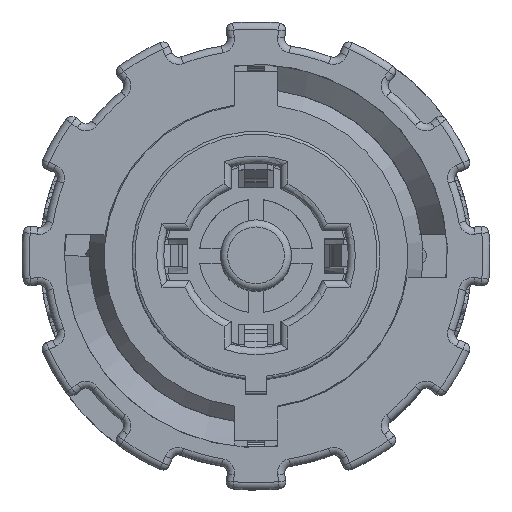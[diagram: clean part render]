
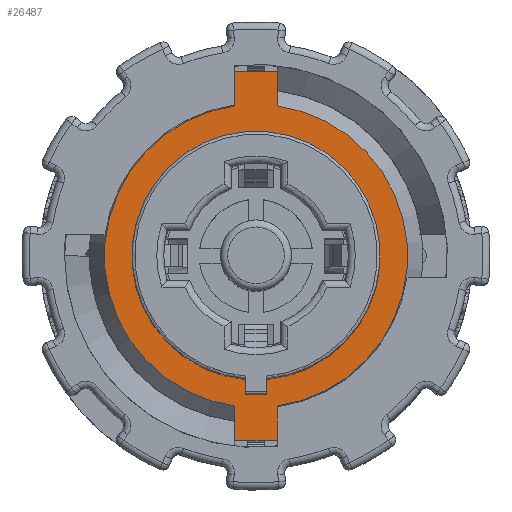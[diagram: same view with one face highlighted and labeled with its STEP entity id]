
A CAD part, top view. The second image highlights one B-rep face of the part: STEP entity #26487.
In plain terms, the highlighted planar face has unit normal (0, 0, 1).
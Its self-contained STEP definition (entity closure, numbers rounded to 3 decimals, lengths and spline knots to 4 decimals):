
#1091=FACE_BOUND('',#3474,.T.);
#2043=FACE_OUTER_BOUND('',#3473,.T.);
#3473=EDGE_LOOP('',(#19112,#19113,#19114,#19115,#19116,#19117,#19118,#19119,
#19120,#19121));
#3474=EDGE_LOOP('',(#19122,#19123,#19124,#19125));
#4477=LINE('',#35770,#6742);
#4504=LINE('',#35849,#6769);
#5316=LINE('',#38842,#7581);
#5318=LINE('',#38857,#7583);
#5320=LINE('',#38860,#7585);
#5359=LINE('',#39011,#7624);
#5368=LINE('',#39033,#7633);
#5369=LINE('',#39040,#7634);
#5376=LINE('',#39074,#7641);
#5384=LINE('',#39089,#7649);
#5385=LINE('',#39091,#7650);
#6742=VECTOR('',#29496,0.0952);
#6769=VECTOR('',#29543,0.0952);
#7581=VECTOR('',#32219,0.0426);
#7583=VECTOR('',#32225,0.0591);
#7585=VECTOR('',#32229,0.0426);
#7624=VECTOR('',#32378,0.0952);
#7633=VECTOR('',#32395,0.1181);
#7634=VECTOR('',#32398,0.0952);
#7641=VECTOR('',#32435,0.0952);
#7649=VECTOR('',#32449,0.1181);
#7650=VECTOR('',#32452,0.0952);
#9401=CIRCLE('',#28270,0.3445);
#9459=CIRCLE('',#28417,0.4207);
#9460=CIRCLE('',#28419,0.4207);
#9872=VERTEX_POINT('',#35767);
#9873=VERTEX_POINT('',#35769);
#9902=VERTEX_POINT('',#35846);
#9903=VERTEX_POINT('',#35848);
#10670=VERTEX_POINT('',#38400);
#10671=VERTEX_POINT('',#38402);
#10739=VERTEX_POINT('',#38841);
#10740=VERTEX_POINT('',#38856);
#10779=VERTEX_POINT('',#39010);
#10785=VERTEX_POINT('',#39031);
#10786=VERTEX_POINT('',#39035);
#10789=VERTEX_POINT('',#39047);
#10790=VERTEX_POINT('',#39053);
#10797=VERTEX_POINT('',#39087);
#12366=EDGE_CURVE('',#9873,#9872,#4477,.T.);
#12401=EDGE_CURVE('',#9903,#9902,#4504,.T.);
#13617=EDGE_CURVE('',#10670,#10671,#9401,.T.);
#13730=EDGE_CURVE('',#10739,#10671,#5316,.T.);
#13733=EDGE_CURVE('',#10740,#10739,#5318,.T.);
#13735=EDGE_CURVE('',#10670,#10740,#5320,.T.);
#13803=EDGE_CURVE('',#10779,#9873,#5359,.T.);
#13814=EDGE_CURVE('',#9872,#10785,#5368,.T.);
#13816=EDGE_CURVE('',#10785,#10786,#5369,.T.);
#13822=EDGE_CURVE('',#10786,#10789,#9459,.T.);
#13823=EDGE_CURVE('',#10790,#10779,#9460,.T.);
#13832=EDGE_CURVE('',#10789,#9903,#5376,.T.);
#13840=EDGE_CURVE('',#9902,#10797,#5384,.T.);
#13841=EDGE_CURVE('',#10797,#10790,#5385,.T.);
#19112=ORIENTED_EDGE('',*,*,#13822,.T.);
#19113=ORIENTED_EDGE('',*,*,#13832,.T.);
#19114=ORIENTED_EDGE('',*,*,#12401,.T.);
#19115=ORIENTED_EDGE('',*,*,#13840,.T.);
#19116=ORIENTED_EDGE('',*,*,#13841,.T.);
#19117=ORIENTED_EDGE('',*,*,#13823,.T.);
#19118=ORIENTED_EDGE('',*,*,#13803,.T.);
#19119=ORIENTED_EDGE('',*,*,#12366,.T.);
#19120=ORIENTED_EDGE('',*,*,#13814,.T.);
#19121=ORIENTED_EDGE('',*,*,#13816,.T.);
#19122=ORIENTED_EDGE('',*,*,#13617,.F.);
#19123=ORIENTED_EDGE('',*,*,#13735,.T.);
#19124=ORIENTED_EDGE('',*,*,#13733,.T.);
#19125=ORIENTED_EDGE('',*,*,#13730,.T.);
#24098=PLANE('',#28438);
#26487=ADVANCED_FACE('',(#2043,#1091),#24098,.T.);
#28270=AXIS2_PLACEMENT_3D('',#38403,#32000,#32001);
#28417=AXIS2_PLACEMENT_3D('',#39051,#32406,#32407);
#28419=AXIS2_PLACEMENT_3D('',#39054,#32410,#32411);
#28438=AXIS2_PLACEMENT_3D('',#39097,#32462,#32463);
#29496=DIRECTION('',(0.,-1.,0.));
#29543=DIRECTION('',(0.,1.,0.));
#32000=DIRECTION('center_axis',(0.,0.,
1.));
#32001=DIRECTION('ref_axis',(0.,-1.,0.));
#32219=DIRECTION('',(0.,1.,0.));
#32225=DIRECTION('',(-1.,0.,0.));
#32229=DIRECTION('',(0.,-1.,0.));
#32378=DIRECTION('',(0.,-1.,0.));
#32395=DIRECTION('',(1.,0.,0.));
#32398=DIRECTION('',(0.,1.,0.));
#32406=DIRECTION('center_axis',(0.,0.,
1.));
#32407=DIRECTION('ref_axis',(0.,1.,0.));
#32410=DIRECTION('center_axis',(0.,0.,
1.));
#32411=DIRECTION('ref_axis',(0.,1.,0.));
#32435=DIRECTION('',(0.,1.,0.));
#32449=DIRECTION('',(-1.,0.,0.));
#32452=DIRECTION('',(0.,-1.,0.));
#32462=DIRECTION('center_axis',(0.,0.,
1.));
#32463=DIRECTION('ref_axis',(0.,1.,0.));
#35767=CARTESIAN_POINT('',(-0.0591,-0.5118,0.1417));
#35769=CARTESIAN_POINT('',(-0.0591,-0.4956,0.1417));
#35770=CARTESIAN_POINT('',(-0.0591,-0.4166,0.1417));
#35846=CARTESIAN_POINT('',(0.0591,0.5118,0.1417));
#35848=CARTESIAN_POINT('',(0.0591,0.4956,0.1417));
#35849=CARTESIAN_POINT('',(0.0591,0.4166,0.1417));
#38400=CARTESIAN_POINT('',(0.0295,-0.3432,0.1417));
#38402=CARTESIAN_POINT('',(-0.0295,-0.3432,0.1417));
#38403=CARTESIAN_POINT('Origin',(0.,0.,
0.1417));
#38841=CARTESIAN_POINT('',(-0.0295,-0.3858,0.1417));
#38842=CARTESIAN_POINT('',(-0.0295,-0.3858,0.1417));
#38856=CARTESIAN_POINT('',(0.0295,-0.3858,0.1417));
#38857=CARTESIAN_POINT('',(0.0295,-0.3858,0.1417));
#38860=CARTESIAN_POINT('',(0.0295,-0.3432,0.1417));
#39010=CARTESIAN_POINT('',(-0.0591,-0.4166,0.1417));
#39011=CARTESIAN_POINT('',(-0.0591,-0.4166,0.1417));
#39031=CARTESIAN_POINT('',(0.0591,-0.5118,0.1417));
#39033=CARTESIAN_POINT('',(-0.0591,-0.5118,0.1417));
#39035=CARTESIAN_POINT('',(0.0591,-0.4166,0.1417));
#39040=CARTESIAN_POINT('',(0.0591,-0.5118,0.1417));
#39047=CARTESIAN_POINT('',(0.0591,0.4166,0.1417));
#39051=CARTESIAN_POINT('Origin',(0.,0.,
0.1417));
#39053=CARTESIAN_POINT('',(-0.0591,0.4166,0.1417));
#39054=CARTESIAN_POINT('Origin',(0.,0.,
0.1417));
#39074=CARTESIAN_POINT('',(0.0591,0.4166,0.1417));
#39087=CARTESIAN_POINT('',(-0.0591,0.5118,0.1417));
#39089=CARTESIAN_POINT('',(0.0591,0.5118,0.1417));
#39091=CARTESIAN_POINT('',(-0.0591,0.5118,0.1417));
#39097=CARTESIAN_POINT('Origin',(0.,0.3826,
0.1417));
